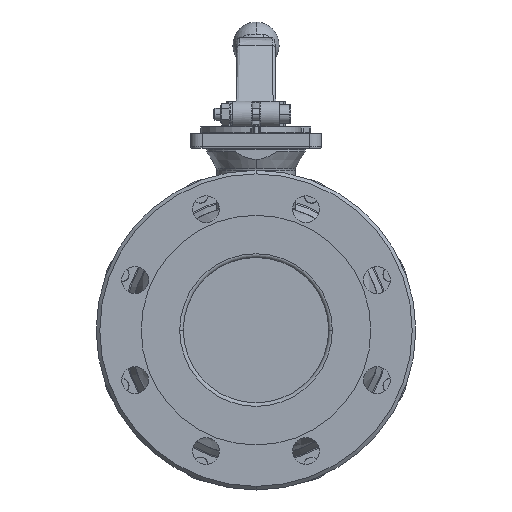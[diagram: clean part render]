
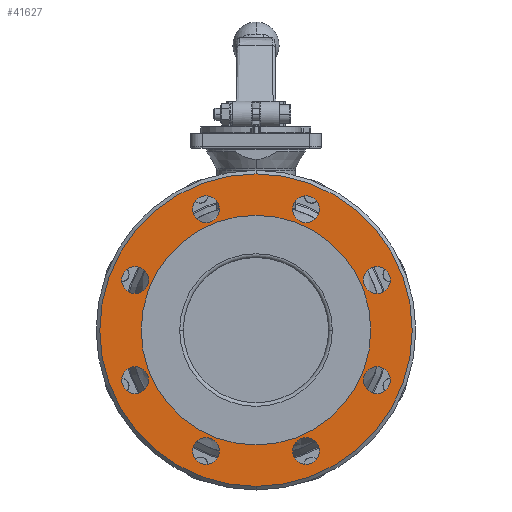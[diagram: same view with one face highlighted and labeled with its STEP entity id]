
A CAD part, left-side view. The second image highlights one B-rep face of the part: STEP entity #41627.
In plain terms, the highlighted planar face has unit normal (-1, 0, 0).
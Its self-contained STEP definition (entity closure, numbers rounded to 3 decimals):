
#37145=CARTESIAN_POINT('',(-90.,-73.899,34.442));
#37146=VERTEX_POINT('',#37145);
#37162=CARTESIAN_POINT('',(-90.,-92.399,34.442));
#37163=VERTEX_POINT('',#37162);
#37170=CARTESIAN_POINT('',(-90.,-83.149,34.442));
#37171=DIRECTION('',(1.,-0.,-0.));
#37172=DIRECTION('',(0.,1.,-0.));
#37173=AXIS2_PLACEMENT_3D('',#37170,#37171,#37172);
#37174=CIRCLE('',#37173,9.25);
#37175=EDGE_CURVE('',#37146,#37163,#37174,.T.);
#37187=CARTESIAN_POINT('',(-90.,-25.192,-83.149));
#37188=VERTEX_POINT('',#37187);
#37204=CARTESIAN_POINT('',(-90.,-43.692,-83.149));
#37205=VERTEX_POINT('',#37204);
#37212=CARTESIAN_POINT('',(-90.,-34.442,-83.149));
#37213=DIRECTION('',(1.,-0.,-0.));
#37214=DIRECTION('',(0.,1.,-0.));
#37215=AXIS2_PLACEMENT_3D('',#37212,#37213,#37214);
#37216=CIRCLE('',#37215,9.25);
#37217=EDGE_CURVE('',#37188,#37205,#37216,.T.);
#37229=CARTESIAN_POINT('',(-90.,92.399,-34.442));
#37230=VERTEX_POINT('',#37229);
#37246=CARTESIAN_POINT('',(-90.,73.899,-34.442));
#37247=VERTEX_POINT('',#37246);
#37254=CARTESIAN_POINT('',(-90.,83.149,-34.442));
#37255=DIRECTION('',(1.,-0.,-0.));
#37256=DIRECTION('',(0.,1.,-0.));
#37257=AXIS2_PLACEMENT_3D('',#37254,#37255,#37256);
#37258=CIRCLE('',#37257,9.25);
#37259=EDGE_CURVE('',#37230,#37247,#37258,.T.);
#37271=CARTESIAN_POINT('',(-90.,43.692,83.149));
#37272=VERTEX_POINT('',#37271);
#37288=CARTESIAN_POINT('',(-90.,25.192,83.149));
#37289=VERTEX_POINT('',#37288);
#37296=CARTESIAN_POINT('',(-90.,34.442,83.149));
#37297=DIRECTION('',(1.,-0.,-0.));
#37298=DIRECTION('',(0.,1.,-0.));
#37299=AXIS2_PLACEMENT_3D('',#37296,#37297,#37298);
#37300=CIRCLE('',#37299,9.25);
#37301=EDGE_CURVE('',#37272,#37289,#37300,.T.);
#37313=CARTESIAN_POINT('',(-90.,92.399,34.442));
#37314=VERTEX_POINT('',#37313);
#37330=CARTESIAN_POINT('',(-90.,73.899,34.442));
#37331=VERTEX_POINT('',#37330);
#37338=CARTESIAN_POINT('',(-90.,83.149,34.442));
#37339=DIRECTION('',(1.,-0.,-0.));
#37340=DIRECTION('',(0.,1.,-0.));
#37341=AXIS2_PLACEMENT_3D('',#37338,#37339,#37340);
#37342=CIRCLE('',#37341,9.25);
#37343=EDGE_CURVE('',#37314,#37331,#37342,.T.);
#37355=CARTESIAN_POINT('',(-90.,43.692,-83.149));
#37356=VERTEX_POINT('',#37355);
#37372=CARTESIAN_POINT('',(-90.,25.192,-83.149));
#37373=VERTEX_POINT('',#37372);
#37380=CARTESIAN_POINT('',(-90.,34.442,-83.149));
#37381=DIRECTION('',(1.,-0.,-0.));
#37382=DIRECTION('',(0.,1.,-0.));
#37383=AXIS2_PLACEMENT_3D('',#37380,#37381,#37382);
#37384=CIRCLE('',#37383,9.25);
#37385=EDGE_CURVE('',#37356,#37373,#37384,.T.);
#37397=CARTESIAN_POINT('',(-90.,-73.899,-34.442));
#37398=VERTEX_POINT('',#37397);
#37414=CARTESIAN_POINT('',(-90.,-92.399,-34.442));
#37415=VERTEX_POINT('',#37414);
#37422=CARTESIAN_POINT('',(-90.,-83.149,-34.442));
#37423=DIRECTION('',(1.,-0.,-0.));
#37424=DIRECTION('',(0.,1.,-0.));
#37425=AXIS2_PLACEMENT_3D('',#37422,#37423,#37424);
#37426=CIRCLE('',#37425,9.25);
#37427=EDGE_CURVE('',#37398,#37415,#37426,.T.);
#37439=CARTESIAN_POINT('',(-90.,-25.192,83.149));
#37440=VERTEX_POINT('',#37439);
#37456=CARTESIAN_POINT('',(-90.,-43.692,83.149));
#37457=VERTEX_POINT('',#37456);
#37464=CARTESIAN_POINT('',(-90.,-34.442,83.149));
#37465=DIRECTION('',(1.,-0.,-0.));
#37466=DIRECTION('',(0.,1.,-0.));
#37467=AXIS2_PLACEMENT_3D('',#37464,#37465,#37466);
#37468=CIRCLE('',#37467,9.25);
#37469=EDGE_CURVE('',#37440,#37457,#37468,.T.);
#37481=CARTESIAN_POINT('',(-90.,0.,79.));
#37482=VERTEX_POINT('',#37481);
#37498=CARTESIAN_POINT('',(-90.,0.,-79.));
#37499=VERTEX_POINT('',#37498);
#37506=CARTESIAN_POINT('',(-90.,0.,0.));
#37507=DIRECTION('',(1.,-0.,-0.));
#37508=DIRECTION('',(0.,0.,1.));
#37509=AXIS2_PLACEMENT_3D('',#37506,#37507,#37508);
#37510=CIRCLE('',#37509,79.);
#37511=EDGE_CURVE('',#37482,#37499,#37510,.T.);
#37521=CARTESIAN_POINT('',(-90.,0.,107.5));
#37522=VERTEX_POINT('',#37521);
#37531=CARTESIAN_POINT('',(-90.,-0.,-107.5));
#37532=VERTEX_POINT('',#37531);
#37533=CARTESIAN_POINT('',(-90.,0.,0.));
#37534=DIRECTION('',(1.,0.,-0.));
#37535=DIRECTION('',(0.,0.,1.));
#37536=AXIS2_PLACEMENT_3D('',#37533,#37534,#37535);
#37537=CIRCLE('',#37536,107.5);
#37538=EDGE_CURVE('',#37522,#37532,#37537,.T.);
#41518=CARTESIAN_POINT('',(-90.,0.,0.));
#41519=DIRECTION('',(1.,0.,-0.));
#41520=DIRECTION('',(0.,0.,1.));
#41521=AXIS2_PLACEMENT_3D('',#41518,#41519,#41520);
#41522=CIRCLE('',#41521,107.5);
#41523=EDGE_CURVE('',#37532,#37522,#41522,.T.);
#41528=CARTESIAN_POINT('',(-90.,0.,93.25));
#41529=DIRECTION('',(-1.,0.,0.));
#41530=DIRECTION('',(0.,-1.,0.));
#41531=AXIS2_PLACEMENT_3D('',#41528,#41529,#41530);
#41532=PLANE('',#41531);
#41533=ORIENTED_EDGE('',*,*,#41523,.F.);
#41534=ORIENTED_EDGE('',*,*,#37538,.F.);
#41535=EDGE_LOOP('',(#41533,#41534));
#41536=FACE_BOUND('',#41535,.T.);
#41537=CARTESIAN_POINT('',(-90.,-83.149,34.442));
#41538=DIRECTION('',(1.,-0.,-0.));
#41539=DIRECTION('',(0.,1.,-0.));
#41540=AXIS2_PLACEMENT_3D('',#41537,#41538,#41539);
#41541=CIRCLE('',#41540,9.25);
#41542=EDGE_CURVE('',#37163,#37146,#41541,.T.);
#41543=ORIENTED_EDGE('',*,*,#41542,.T.);
#41544=ORIENTED_EDGE('',*,*,#37175,.T.);
#41545=EDGE_LOOP('',(#41543,#41544));
#41546=FACE_BOUND('',#41545,.T.);
#41547=CARTESIAN_POINT('',(-90.,-34.442,-83.149));
#41548=DIRECTION('',(1.,-0.,-0.));
#41549=DIRECTION('',(0.,1.,-0.));
#41550=AXIS2_PLACEMENT_3D('',#41547,#41548,#41549);
#41551=CIRCLE('',#41550,9.25);
#41552=EDGE_CURVE('',#37205,#37188,#41551,.T.);
#41553=ORIENTED_EDGE('',*,*,#41552,.T.);
#41554=ORIENTED_EDGE('',*,*,#37217,.T.);
#41555=EDGE_LOOP('',(#41553,#41554));
#41556=FACE_BOUND('',#41555,.T.);
#41557=CARTESIAN_POINT('',(-90.,83.149,-34.442));
#41558=DIRECTION('',(1.,-0.,-0.));
#41559=DIRECTION('',(0.,1.,-0.));
#41560=AXIS2_PLACEMENT_3D('',#41557,#41558,#41559);
#41561=CIRCLE('',#41560,9.25);
#41562=EDGE_CURVE('',#37247,#37230,#41561,.T.);
#41563=ORIENTED_EDGE('',*,*,#41562,.T.);
#41564=ORIENTED_EDGE('',*,*,#37259,.T.);
#41565=EDGE_LOOP('',(#41563,#41564));
#41566=FACE_BOUND('',#41565,.T.);
#41567=CARTESIAN_POINT('',(-90.,34.442,83.149));
#41568=DIRECTION('',(1.,-0.,-0.));
#41569=DIRECTION('',(0.,1.,-0.));
#41570=AXIS2_PLACEMENT_3D('',#41567,#41568,#41569);
#41571=CIRCLE('',#41570,9.25);
#41572=EDGE_CURVE('',#37289,#37272,#41571,.T.);
#41573=ORIENTED_EDGE('',*,*,#41572,.T.);
#41574=ORIENTED_EDGE('',*,*,#37301,.T.);
#41575=EDGE_LOOP('',(#41573,#41574));
#41576=FACE_BOUND('',#41575,.T.);
#41577=CARTESIAN_POINT('',(-90.,83.149,34.442));
#41578=DIRECTION('',(1.,-0.,-0.));
#41579=DIRECTION('',(0.,1.,-0.));
#41580=AXIS2_PLACEMENT_3D('',#41577,#41578,#41579);
#41581=CIRCLE('',#41580,9.25);
#41582=EDGE_CURVE('',#37331,#37314,#41581,.T.);
#41583=ORIENTED_EDGE('',*,*,#41582,.T.);
#41584=ORIENTED_EDGE('',*,*,#37343,.T.);
#41585=EDGE_LOOP('',(#41583,#41584));
#41586=FACE_BOUND('',#41585,.T.);
#41587=CARTESIAN_POINT('',(-90.,34.442,-83.149));
#41588=DIRECTION('',(1.,-0.,-0.));
#41589=DIRECTION('',(0.,1.,-0.));
#41590=AXIS2_PLACEMENT_3D('',#41587,#41588,#41589);
#41591=CIRCLE('',#41590,9.25);
#41592=EDGE_CURVE('',#37373,#37356,#41591,.T.);
#41593=ORIENTED_EDGE('',*,*,#41592,.T.);
#41594=ORIENTED_EDGE('',*,*,#37385,.T.);
#41595=EDGE_LOOP('',(#41593,#41594));
#41596=FACE_BOUND('',#41595,.T.);
#41597=CARTESIAN_POINT('',(-90.,-83.149,-34.442));
#41598=DIRECTION('',(1.,-0.,-0.));
#41599=DIRECTION('',(0.,1.,-0.));
#41600=AXIS2_PLACEMENT_3D('',#41597,#41598,#41599);
#41601=CIRCLE('',#41600,9.25);
#41602=EDGE_CURVE('',#37415,#37398,#41601,.T.);
#41603=ORIENTED_EDGE('',*,*,#41602,.T.);
#41604=ORIENTED_EDGE('',*,*,#37427,.T.);
#41605=EDGE_LOOP('',(#41603,#41604));
#41606=FACE_BOUND('',#41605,.T.);
#41607=CARTESIAN_POINT('',(-90.,-34.442,83.149));
#41608=DIRECTION('',(1.,-0.,-0.));
#41609=DIRECTION('',(0.,1.,-0.));
#41610=AXIS2_PLACEMENT_3D('',#41607,#41608,#41609);
#41611=CIRCLE('',#41610,9.25);
#41612=EDGE_CURVE('',#37457,#37440,#41611,.T.);
#41613=ORIENTED_EDGE('',*,*,#41612,.T.);
#41614=ORIENTED_EDGE('',*,*,#37469,.T.);
#41615=EDGE_LOOP('',(#41613,#41614));
#41616=FACE_BOUND('',#41615,.T.);
#41617=CARTESIAN_POINT('',(-90.,0.,0.));
#41618=DIRECTION('',(1.,-0.,-0.));
#41619=DIRECTION('',(0.,0.,1.));
#41620=AXIS2_PLACEMENT_3D('',#41617,#41618,#41619);
#41621=CIRCLE('',#41620,79.);
#41622=EDGE_CURVE('',#37499,#37482,#41621,.T.);
#41623=ORIENTED_EDGE('',*,*,#41622,.T.);
#41624=ORIENTED_EDGE('',*,*,#37511,.T.);
#41625=EDGE_LOOP('',(#41623,#41624));
#41626=FACE_BOUND('',#41625,.T.);
#41627=ADVANCED_FACE('',(#41536,#41546,#41556,#41566,#41576,#41586,#41596,#41606,#41616,#41626),#41532,.T.);
